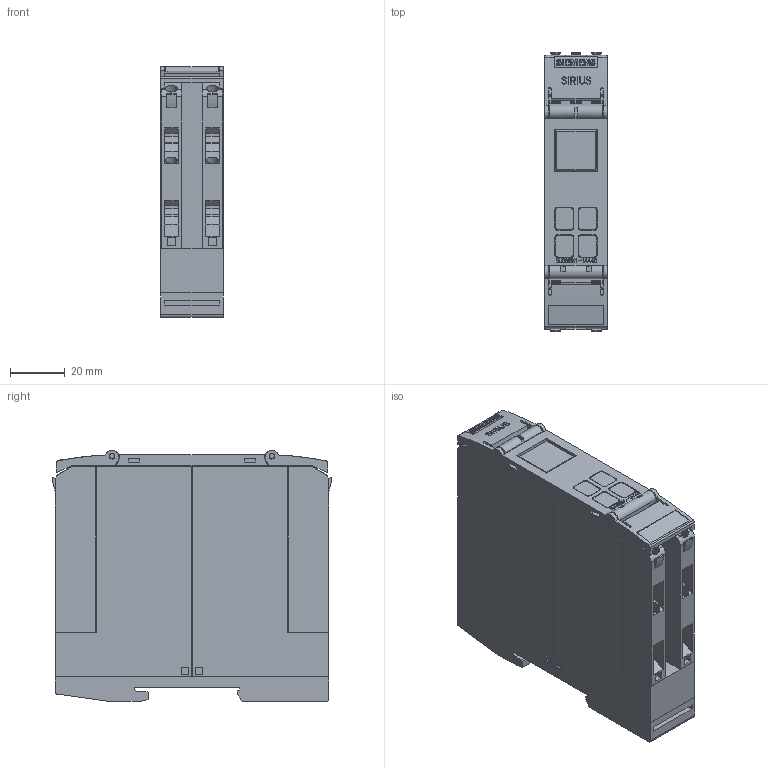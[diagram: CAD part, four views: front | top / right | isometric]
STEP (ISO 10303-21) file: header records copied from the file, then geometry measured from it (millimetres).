
FILE_DESCRIPTION(('STEP AP214'),'1');
FILE_NAME('cctmp_4F575F5E-C94E-4F19-AE1E-4ABDA019EF0A_2024_05_27_11_15_05_0053..stp','2024-05-27T09:15:05',('SIEMENS A&D'),('CADClick - www.CADClick.com'),'Spatial InterOp 3D',' ','unknown authorization');
FILE_SCHEMA(('AUTOMOTIVE_DESIGN'));
Length unit declared in the file: millimetre
Products named in the file (1): 3UG5851-1AA40
Bounding box: 22.8 x 101.9 x 91.6 mm (x, y, z)
Volume: 178677.6 mm3; surface area: 51957.5 mm2
Topology: 1 solids, 1 shells, 1632 faces, 4551 edges, 3022 vertices
Faces by surface type: plane 1304, cylinder 282, cone 30, torus 16
Entity records: 66062 total; most frequent: CARTESIAN_POINT 10419, ORIENTED_EDGE 9086, DIRECTION 8466, EDGE_CURVE 4543, LINE 3704, VECTOR 3704, VERTEX_POINT 3022, AXIS2_PLACEMENT_3D 2381
